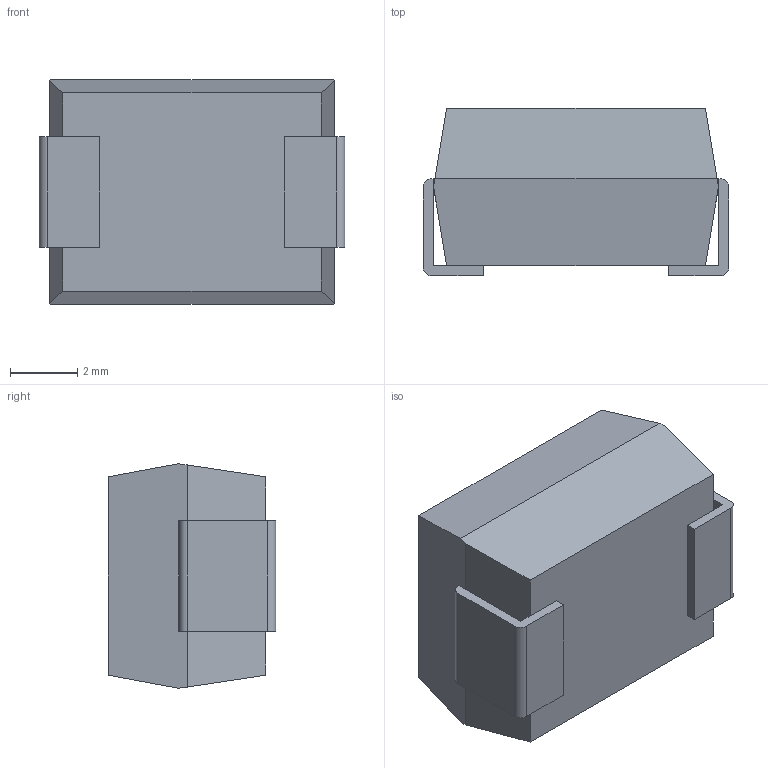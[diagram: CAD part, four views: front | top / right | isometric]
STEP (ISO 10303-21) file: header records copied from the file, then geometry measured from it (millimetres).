
FILE_DESCRIPTION (( 'STEP AP214' ), '1' );
FILE_NAME ('VS_MOLDED_3225_L8.5W6.7H5.00F3.3B1.8K2.60.STEP', '2018-02-26T15:54:18', ( '' ), ( '' ), 'SwSTEP 2.0', 'SolidWorks 2014', '' );
FILE_SCHEMA (( 'AUTOMOTIVE_DESIGN' ));
Length unit declared in the file: millimetre
Products named in the file (1): VS_MOLDED_3225_L8.5W6.7H5.00F3.3B1.8K2.60
Bounding box: 9.12 x 5 x 6.7 mm (x, y, z)
Volume: 249.3 mm3; surface area: 288 mm2
Topology: 4 solids, 4 shells, 87 faces, 233 edges, 154 vertices
Faces by surface type: plane 83, cylinder 4
Entity records: 3054 total; most frequent: CARTESIAN_POINT 475, ORIENTED_EDGE 466, DIRECTION 417, EDGE_CURVE 233, VECTOR 225, LINE 225, VERTEX_POINT 154, AXIS2_PLACEMENT_3D 96
